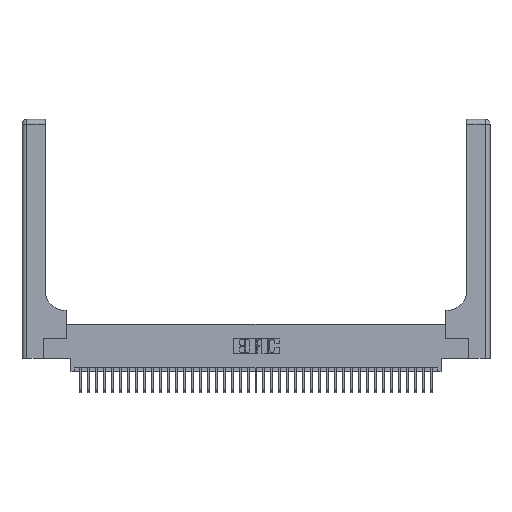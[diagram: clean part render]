
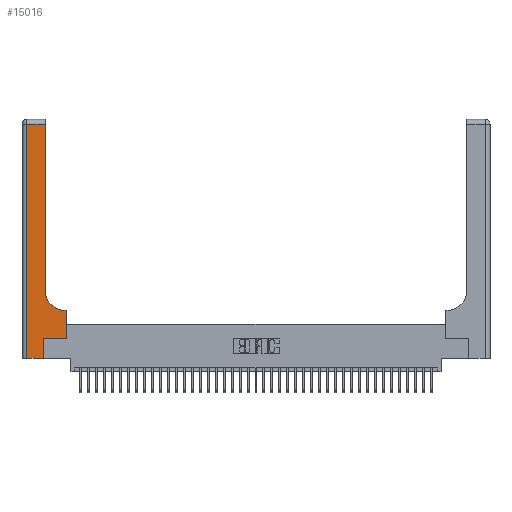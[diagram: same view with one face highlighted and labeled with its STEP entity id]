
A CAD part, top view. The second image highlights one B-rep face of the part: STEP entity #15016.
In plain terms, the highlighted planar face has unit normal (0, 0, 1).
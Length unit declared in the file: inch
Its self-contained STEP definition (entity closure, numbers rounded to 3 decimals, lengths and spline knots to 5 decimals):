
#12 = CIRCLE ( 'NONE', #29766, 0.25 ) ;
#39 = DIRECTION ( 'NONE',  ( -1., 0., 0. ) ) ;
#1119 = VERTEX_POINT ( 'NONE', #31893 ) ;
#1121 = CARTESIAN_POINT ( 'NONE',  ( 0.5415, 0.85, 0.37 ) ) ;
#1446 = ORIENTED_EDGE ( 'NONE', *, *, #26048, .T. ) ;
#2687 = CARTESIAN_POINT ( 'NONE',  ( 0.5415, 0.6, 0.37 ) ) ;
#3401 = FACE_OUTER_BOUND ( 'NONE', #23979, .T. ) ;
#4188 = DIRECTION ( 'NONE',  ( 1., 0., 0. ) ) ;
#4309 = PLANE ( 'NONE',  #9061 ) ;
#5027 = DIRECTION ( 'NONE',  ( 0., 1., 0. ) ) ;
#5770 = DIRECTION ( 'NONE',  ( 0., -1., 0. ) ) ;
#7359 = CARTESIAN_POINT ( 'NONE',  ( 0., 3., 0.37 ) ) ;
#7695 = LINE ( 'NONE', #24017, #29758 ) ;
#8328 = ORIENTED_EDGE ( 'NONE', *, *, #14492, .T. ) ;
#8519 = LINE ( 'NONE', #19232, #14648 ) ;
#9061 = AXIS2_PLACEMENT_3D ( 'NONE', #7359, #28341, #10409 ) ;
#9285 = EDGE_CURVE ( 'NONE', #36431, #38359, #12, .T. ) ;
#9385 = CARTESIAN_POINT ( 'NONE',  ( 0.06, 0., 0.37 ) ) ;
#9925 = EDGE_CURVE ( 'NONE', #28970, #37391, #8519, .T. ) ;
#10409 = DIRECTION ( 'NONE',  ( -1., 0., 0. ) ) ;
#10565 = VERTEX_POINT ( 'NONE', #28657 ) ;
#10805 = EDGE_CURVE ( 'NONE', #10565, #17225, #22509, .T. ) ;
#10976 = ORIENTED_EDGE ( 'NONE', *, *, #15708, .T. ) ;
#11568 = VECTOR ( 'NONE', #21309, 39.37008 ) ;
#11765 = CARTESIAN_POINT ( 'NONE',  ( 0.269, 0., 0.37 ) ) ;
#12814 = ORIENTED_EDGE ( 'NONE', *, *, #9285, .T. ) ;
#13264 = DIRECTION ( 'NONE',  ( -1., 0., 0. ) ) ;
#13603 = CARTESIAN_POINT ( 'NONE',  ( 0.2915, 0.85, 0.37 ) ) ;
#14010 = CARTESIAN_POINT ( 'NONE',  ( 0.2915, 3., 0.37 ) ) ;
#14208 = CARTESIAN_POINT ( 'NONE',  ( 0.06, 2.94, 0.37 ) ) ;
#14323 = DIRECTION ( 'NONE',  ( 1., 0., 0. ) ) ;
#14402 = CARTESIAN_POINT ( 'NONE',  ( 0.2915, 2.94, 0.37 ) ) ;
#14492 = EDGE_CURVE ( 'NONE', #38359, #28970, #22274, .T. ) ;
#14580 = VECTOR ( 'NONE', #23814, 39.37008 ) ;
#14648 = VECTOR ( 'NONE', #13264, 39.37008 ) ;
#15016 = ADVANCED_FACE ( 'NONE', ( #3401 ), #4309, .F. ) ;
#15179 = VERTEX_POINT ( 'NONE', #23243 ) ;
#15708 = EDGE_CURVE ( 'NONE', #15179, #1119, #33427, .T. ) ;
#15736 = ORIENTED_EDGE ( 'NONE', *, *, #10805, .T. ) ;
#16868 = ORIENTED_EDGE ( 'NONE', *, *, #34071, .T. ) ;
#17225 = VERTEX_POINT ( 'NONE', #25440 ) ;
#17402 = EDGE_CURVE ( 'NONE', #17225, #15179, #28923, .T. ) ;
#17793 = ORIENTED_EDGE ( 'NONE', *, *, #9925, .T. ) ;
#18274 = CARTESIAN_POINT ( 'NONE',  ( 0., 0., 0.37 ) ) ;
#18904 = VECTOR ( 'NONE', #5770, 39.37008 ) ;
#19232 = CARTESIAN_POINT ( 'NONE',  ( 0., 2.94, 0.37 ) ) ;
#19610 = CARTESIAN_POINT ( 'NONE',  ( 0.5585, 0.25, 0.37 ) ) ;
#19859 = LINE ( 'NONE', #29760, #18904 ) ;
#20954 = VECTOR ( 'NONE', #14323, 39.37008 ) ;
#21309 = DIRECTION ( 'NONE',  ( 1., 0., 0. ) ) ;
#22190 = DIRECTION ( 'NONE',  ( 0., 0., -1. ) ) ;
#22274 = LINE ( 'NONE', #14010, #29309 ) ;
#22509 = LINE ( 'NONE', #11765, #14580 ) ;
#23118 = VERTEX_POINT ( 'NONE', #9385 ) ;
#23243 = CARTESIAN_POINT ( 'NONE',  ( 0.5585, 0.25, 0.37 ) ) ;
#23278 = ORIENTED_EDGE ( 'NONE', *, *, #17402, .T. ) ;
#23814 = DIRECTION ( 'NONE',  ( 0., 1., 0. ) ) ;
#23979 = EDGE_LOOP ( 'NONE', ( #8328, #17793, #1446, #37280, #15736, #23278, #10976, #16868, #12814 ) ) ;
#24017 = CARTESIAN_POINT ( 'NONE',  ( 0.2915, 0.6, 0.37 ) ) ;
#24958 = EDGE_CURVE ( 'NONE', #23118, #10565, #35385, .T. ) ;
#25440 = CARTESIAN_POINT ( 'NONE',  ( 0.269, 0.25, 0.37 ) ) ;
#25525 = VECTOR ( 'NONE', #25687, 39.37008 ) ;
#25687 = DIRECTION ( 'NONE',  ( 0., 1., 0. ) ) ;
#26048 = EDGE_CURVE ( 'NONE', #37391, #23118, #19859, .T. ) ;
#28341 = DIRECTION ( 'NONE',  ( 0., 0., -1. ) ) ;
#28657 = CARTESIAN_POINT ( 'NONE',  ( 0.269, 0., 0.37 ) ) ;
#28923 = LINE ( 'NONE', #35172, #20954 ) ;
#28970 = VERTEX_POINT ( 'NONE', #14402 ) ;
#29309 = VECTOR ( 'NONE', #5027, 39.37008 ) ;
#29758 = VECTOR ( 'NONE', #39, 39.37008 ) ;
#29760 = CARTESIAN_POINT ( 'NONE',  ( 0.06, 3., 0.37 ) ) ;
#29766 = AXIS2_PLACEMENT_3D ( 'NONE', #1121, #22190, #4188 ) ;
#31893 = CARTESIAN_POINT ( 'NONE',  ( 0.5585, 0.6, 0.37 ) ) ;
#33427 = LINE ( 'NONE', #19610, #25525 ) ;
#34071 = EDGE_CURVE ( 'NONE', #1119, #36431, #7695, .T. ) ;
#35172 = CARTESIAN_POINT ( 'NONE',  ( 0.269, 0.25, 0.37 ) ) ;
#35385 = LINE ( 'NONE', #18274, #11568 ) ;
#36431 = VERTEX_POINT ( 'NONE', #2687 ) ;
#37280 = ORIENTED_EDGE ( 'NONE', *, *, #24958, .T. ) ;
#37391 = VERTEX_POINT ( 'NONE', #14208 ) ;
#38359 = VERTEX_POINT ( 'NONE', #13603 ) ;
